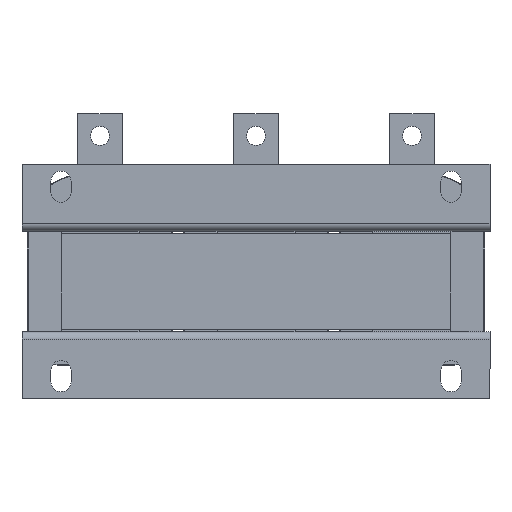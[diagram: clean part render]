
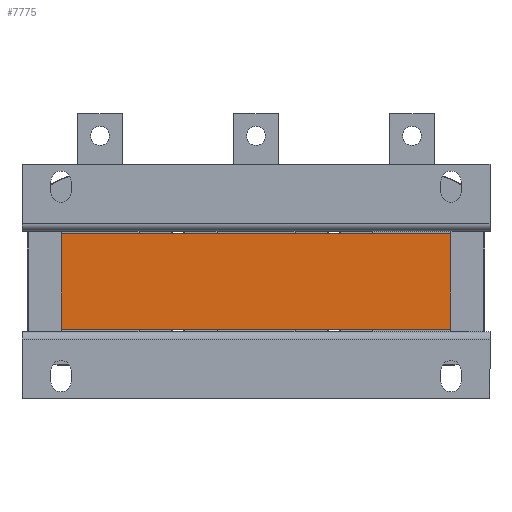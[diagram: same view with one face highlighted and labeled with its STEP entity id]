
A CAD part, front view. The second image highlights one B-rep face of the part: STEP entity #7775.
In plain terms, the highlighted planar face has unit normal (0, -1, 0).
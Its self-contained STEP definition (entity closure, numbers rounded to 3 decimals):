
#235 = CARTESIAN_POINT ( 'NONE',  ( -87.5, -89., -21.5 ) ) ;
#943 = FACE_OUTER_BOUND ( 'NONE', #2558, .T. ) ;
#1338 = EDGE_CURVE ( 'Defeature ausgef�hrt1_317+Defeature ausgef�hrt1_319+Defeature ausgef�hrt1_320+Defeature ausgef�hrt1_321', #9796, #7781, #7048, .T. ) ;
#1452 = AXIS2_PLACEMENT_3D ( 'NONE', #7555, #13192, #3270 ) ;
#2523 = EDGE_CURVE ( 'Defeature ausgef�hrt1_319+Defeature ausgef�hrt1_318+Defeature ausgef�hrt1_320+Defeature ausgef�hrt1_321', #12760, #8494, #4817, .T. ) ;
#2558 = EDGE_LOOP ( 'NONE', ( #7912, #3791, #9672, #9402 ) ) ;
#3270 = DIRECTION ( 'NONE',  ( 0., 0., 1. ) ) ;
#3658 = EDGE_CURVE ( 'Defeature ausgef�hrt1_319+Defeature ausgef�hrt1_321+Defeature ausgef�hrt1_318+Defeature ausgef�hrt1_317', #8494, #7781, #4622, .T. ) ;
#3791 = ORIENTED_EDGE ( 'NONE', *, *, #1338, .F. ) ;
#4622 = LINE ( 'NONE', #235, #7475 ) ;
#4817 = LINE ( 'NONE', #12736, #6823 ) ;
#5245 = CARTESIAN_POINT ( 'NONE',  ( -87.5, -89., 21.5 ) ) ;
#5324 = EDGE_CURVE ( 'Defeature ausgef�hrt1_320+Defeature ausgef�hrt1_319+Defeature ausgef�hrt1_318+Defeature ausgef�hrt1_317', #12760, #9796, #9607, .T. ) ;
#6823 = VECTOR ( 'NONE', #13845, 1000. ) ;
#7048 = LINE ( 'NONE', #12687, #14015 ) ;
#7475 = VECTOR ( 'NONE', #13292, 1000. ) ;
#7555 = CARTESIAN_POINT ( 'NONE',  ( -87.5, -89., 21.5 ) ) ;
#7775 = ADVANCED_FACE ( 'Defeature ausgef�hrt1_319', ( #943 ), #9744, .F. ) ;
#7781 = VERTEX_POINT ( 'NONE', #9855 ) ;
#7912 = ORIENTED_EDGE ( 'NONE', *, *, #3658, .T. ) ;
#8494 = VERTEX_POINT ( 'NONE', #9811 ) ;
#8869 = CARTESIAN_POINT ( 'NONE',  ( 87.5, -89., 21.5 ) ) ;
#9402 = ORIENTED_EDGE ( 'NONE', *, *, #2523, .T. ) ;
#9607 = LINE ( 'NONE', #5245, #10646 ) ;
#9672 = ORIENTED_EDGE ( 'NONE', *, *, #5324, .F. ) ;
#9744 = PLANE ( 'NONE',  #1452 ) ;
#9796 = VERTEX_POINT ( 'NONE', #8869 ) ;
#9811 = CARTESIAN_POINT ( 'NONE',  ( -87.5, -89., -21.5 ) ) ;
#9855 = CARTESIAN_POINT ( 'NONE',  ( 87.5, -89., -21.5 ) ) ;
#10646 = VECTOR ( 'NONE', #13862, 1000. ) ;
#11142 = CARTESIAN_POINT ( 'NONE',  ( -87.5, -89., 21.5 ) ) ;
#12687 = CARTESIAN_POINT ( 'NONE',  ( 87.5, -89., 21.5 ) ) ;
#12736 = CARTESIAN_POINT ( 'NONE',  ( -87.5, -89., 21.5 ) ) ;
#12760 = VERTEX_POINT ( 'NONE', #11142 ) ;
#13192 = DIRECTION ( 'NONE',  ( 0., 1., 0. ) ) ;
#13292 = DIRECTION ( 'NONE',  ( 1., 0., 0. ) ) ;
#13664 = DIRECTION ( 'NONE',  ( 0., 0., -1. ) ) ;
#13845 = DIRECTION ( 'NONE',  ( 0., 0., -1. ) ) ;
#13862 = DIRECTION ( 'NONE',  ( 1., 0., 0. ) ) ;
#14015 = VECTOR ( 'NONE', #13664, 1000. ) ;
